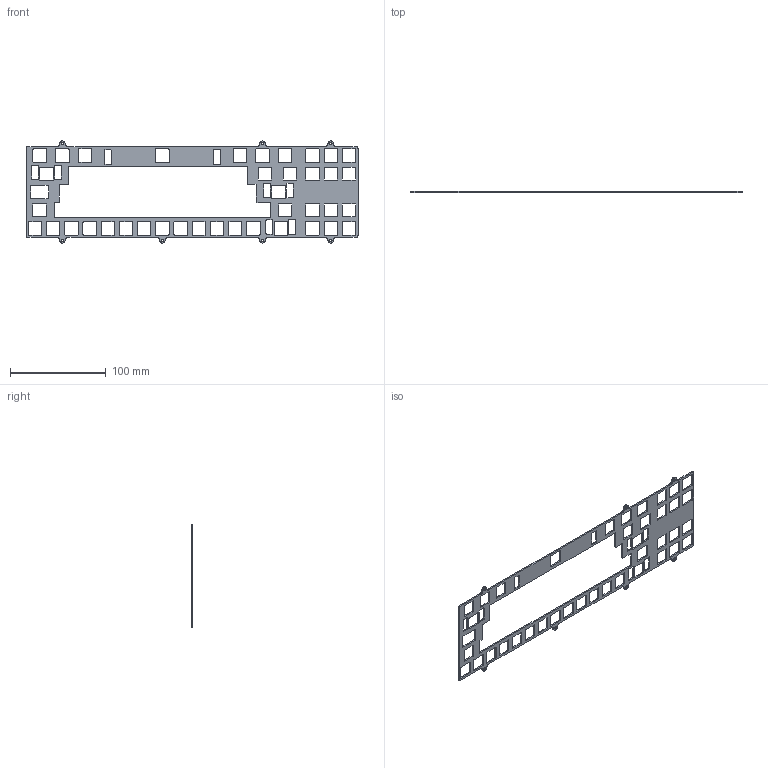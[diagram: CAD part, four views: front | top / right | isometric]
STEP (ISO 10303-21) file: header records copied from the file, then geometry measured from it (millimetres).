
FILE_DESCRIPTION(/* description */ (''),/* implementation_level */ '2;1');
FILE_NAME(/* name */ 'plate_half.step',/* time_stamp */ '2023-04-22T18:31:10+02:00',/* author */ (''),/* organization */ (''),/* preprocessor_version */ 'ST-DEVELOPER v19.2',/* originating_system */ 'Autodesk Translation Framework v12.4.0.73',/* authorisation */ '');
FILE_SCHEMA (('AUTOMOTIVE_DESIGN { 1 0 10303 214 3 1 1 }'));
Length unit declared in the file: millimetre
Products named in the file (1): alex
Bounding box: 347.66 x 1.5 x 106.95 mm (x, y, z)
Volume: 20186.5 mm3; surface area: 33073.7 mm2
Topology: 1 solids, 1 shells, 453 faces, 1353 edges, 902 vertices
Faces by surface type: cylinder 236, plane 217
Full cylindrical faces by diameter (mm): 2.7 x7
Entity records: 15639 total; most frequent: DIRECTION 2733, CARTESIAN_POINT 2709, ORIENTED_EDGE 2706, EDGE_CURVE 1353, AXIS2_PLACEMENT_3D 926, VERTEX_POINT 902, LINE 881, VECTOR 881
